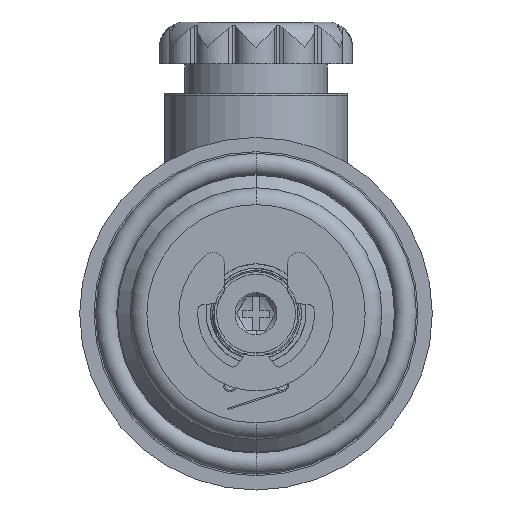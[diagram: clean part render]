
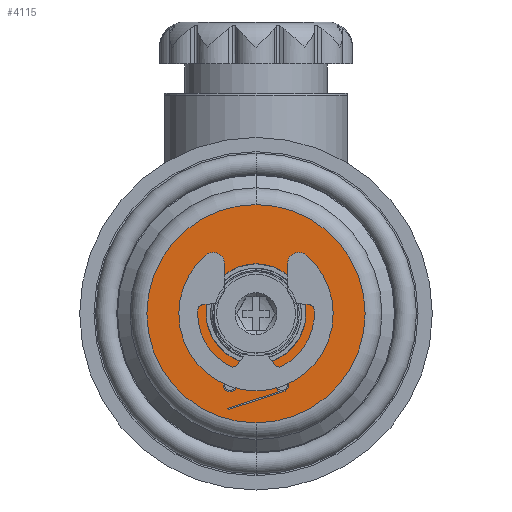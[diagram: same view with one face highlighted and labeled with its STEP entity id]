
A CAD part, front view. The second image highlights one B-rep face of the part: STEP entity #4115.
In plain terms, the highlighted planar face has unit normal (0, -1, 0).
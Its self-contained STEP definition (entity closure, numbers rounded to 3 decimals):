
#23 = EDGE_CURVE ( 'NONE', #10809, #8460, #23333, .T. ) ;
#78 = CIRCLE ( 'NONE', #5689, 0.8 ) ;
#306 = ORIENTED_EDGE ( 'NONE', *, *, #23, .F. ) ;
#507 = VECTOR ( 'NONE', #34782, 1000. ) ;
#514 = CIRCLE ( 'NONE', #11711, 0.8 ) ;
#1555 = CARTESIAN_POINT ( 'NONE',  ( -3.086, -199.4, -7.7 ) ) ;
#1849 = CARTESIAN_POINT ( 'NONE',  ( 0., -199.4, 0. ) ) ;
#2167 = FACE_BOUND ( 'NONE', #18280, .T. ) ;
#2174 = DIRECTION ( 'NONE',  ( 0., -1., 0. ) ) ;
#2494 = DIRECTION ( 'NONE',  ( -0.951, 0., -0.309 ) ) ;
#2618 = DIRECTION ( 'NONE',  ( 0., 1., 0. ) ) ;
#3366 = ORIENTED_EDGE ( 'NONE', *, *, #23305, .F. ) ;
#4115 = ADVANCED_FACE ( 'NONE', ( #29167, #25217, #2167, #39284 ), #5486, .F. ) ;
#4616 = ORIENTED_EDGE ( 'NONE', *, *, #11635, .T. ) ;
#4885 = EDGE_LOOP ( 'NONE', ( #25157, #37634 ) ) ;
#4919 = CARTESIAN_POINT ( 'NONE',  ( 3.333, -199.4, -9.261 ) ) ;
#5177 = CIRCLE ( 'NONE', #8671, 5.95 ) ;
#5243 = DIRECTION ( 'NONE',  ( 0., 0., 1. ) ) ;
#5486 = PLANE ( 'NONE',  #17975 ) ;
#5689 = AXIS2_PLACEMENT_3D ( 'NONE', #9772, #9987, #30200 ) ;
#5711 = EDGE_CURVE ( 'NONE', #20400, #35799, #5177, .T. ) ;
#7063 = EDGE_CURVE ( 'NONE', #25111, #29065, #16471, .T. ) ;
#7729 = EDGE_CURVE ( 'NONE', #18602, #28308, #78, .T. ) ;
#8460 = VERTEX_POINT ( 'NONE', #29668 ) ;
#8565 = CARTESIAN_POINT ( 'NONE',  ( -3.086, -199.4, -8.5 ) ) ;
#8671 = AXIS2_PLACEMENT_3D ( 'NONE', #24957, #38382, #18160 ) ;
#8940 = DIRECTION ( 'NONE',  ( 0., 0., 1. ) ) ;
#9146 = DIRECTION ( 'NONE',  ( 0., -1., 0. ) ) ;
#9772 = CARTESIAN_POINT ( 'NONE',  ( 3.086, -199.4, -8.5 ) ) ;
#9987 = DIRECTION ( 'NONE',  ( 0., -1., 0. ) ) ;
#10809 = VERTEX_POINT ( 'NONE', #16121 ) ;
#11635 = EDGE_CURVE ( 'NONE', #29065, #25111, #30664, .T. ) ;
#11696 = EDGE_CURVE ( 'NONE', #17447, #21610, #514, .T. ) ;
#11711 = AXIS2_PLACEMENT_3D ( 'NONE', #8565, #18919, #35374 ) ;
#12056 = DIRECTION ( 'NONE',  ( 0., -1., 0. ) ) ;
#12235 = CIRCLE ( 'NONE', #37540, 0.8 ) ;
#12941 = CARTESIAN_POINT ( 'NONE',  ( 0., -199.4, 5.95 ) ) ;
#13361 = CARTESIAN_POINT ( 'NONE',  ( -3.086, -199.4, -9.3 ) ) ;
#15243 = DIRECTION ( 'NONE',  ( 0., 1., 0. ) ) ;
#16121 = CARTESIAN_POINT ( 'NONE',  ( 2.843, -199.4, -9.262 ) ) ;
#16471 = CIRCLE ( 'NONE', #26270, 13. ) ;
#16570 = ORIENTED_EDGE ( 'NONE', *, *, #33336, .T. ) ;
#17179 = CARTESIAN_POINT ( 'NONE',  ( 0., -199.4, -5.95 ) ) ;
#17447 = VERTEX_POINT ( 'NONE', #13361 ) ;
#17880 = LINE ( 'NONE', #4919, #507 ) ;
#17975 = AXIS2_PLACEMENT_3D ( 'NONE', #22585, #2618, #5243 ) ;
#18160 = DIRECTION ( 'NONE',  ( 0., 0., 1. ) ) ;
#18280 = EDGE_LOOP ( 'NONE', ( #26693, #38351, #3366, #306, #27515 ) ) ;
#18360 = EDGE_LOOP ( 'NONE', ( #4616, #39175 ) ) ;
#18602 = VERTEX_POINT ( 'NONE', #40121 ) ;
#18793 = VECTOR ( 'NONE', #40271, 1000. ) ;
#18919 = DIRECTION ( 'NONE',  ( 0., -1., 0. ) ) ;
#19087 = CARTESIAN_POINT ( 'NONE',  ( 3.086, -199.4, -8.5 ) ) ;
#19816 = AXIS2_PLACEMENT_3D ( 'NONE', #1849, #15243, #38306 ) ;
#19868 = CARTESIAN_POINT ( 'NONE',  ( -3.371, -199.4, -11.281 ) ) ;
#20400 = VERTEX_POINT ( 'NONE', #17179 ) ;
#21610 = VERTEX_POINT ( 'NONE', #1555 ) ;
#21771 = CARTESIAN_POINT ( 'NONE',  ( 0., -199.4, 0. ) ) ;
#21948 = DIRECTION ( 'NONE',  ( 0., 0., 1. ) ) ;
#22028 = EDGE_CURVE ( 'NONE', #28308, #10809, #40992, .T. ) ;
#22129 = CARTESIAN_POINT ( 'NONE',  ( 0., -199.4, 0. ) ) ;
#22585 = CARTESIAN_POINT ( 'NONE',  ( 5.95, -199.4, 0. ) ) ;
#22843 = CARTESIAN_POINT ( 'NONE',  ( 0., -199.4, -13. ) ) ;
#23025 = VERTEX_POINT ( 'NONE', #29326 ) ;
#23268 = ORIENTED_EDGE ( 'NONE', *, *, #5711, .T. ) ;
#23305 = EDGE_CURVE ( 'NONE', #8460, #23025, #33678, .T. ) ;
#23333 = LINE ( 'NONE', #25786, #41400 ) ;
#23477 = AXIS2_PLACEMENT_3D ( 'NONE', #19087, #2174, #21948 ) ;
#24531 = EDGE_CURVE ( 'NONE', #21610, #17447, #12235, .T. ) ;
#24957 = CARTESIAN_POINT ( 'NONE',  ( 0., -199.4, 0. ) ) ;
#25111 = VERTEX_POINT ( 'NONE', #22843 ) ;
#25157 = ORIENTED_EDGE ( 'NONE', *, *, #24531, .F. ) ;
#25217 = FACE_BOUND ( 'NONE', #32638, .T. ) ;
#25786 = CARTESIAN_POINT ( 'NONE',  ( 2.843, -199.4, -9.262 ) ) ;
#26270 = AXIS2_PLACEMENT_3D ( 'NONE', #22129, #9146, #8940 ) ;
#26693 = ORIENTED_EDGE ( 'NONE', *, *, #7729, .F. ) ;
#26767 = EDGE_CURVE ( 'NONE', #23025, #18602, #17880, .T. ) ;
#27503 = CIRCLE ( 'NONE', #19816, 5.95 ) ;
#27515 = ORIENTED_EDGE ( 'NONE', *, *, #22028, .F. ) ;
#28308 = VERTEX_POINT ( 'NONE', #35256 ) ;
#29065 = VERTEX_POINT ( 'NONE', #40664 ) ;
#29167 = FACE_OUTER_BOUND ( 'NONE', #18360, .T. ) ;
#29203 = CARTESIAN_POINT ( 'NONE',  ( -3.086, -199.4, -8.5 ) ) ;
#29326 = CARTESIAN_POINT ( 'NONE',  ( -3.324, -199.4, -11.424 ) ) ;
#29668 = CARTESIAN_POINT ( 'NONE',  ( -3.371, -199.4, -11.281 ) ) ;
#30200 = DIRECTION ( 'NONE',  ( 0., 0., 1. ) ) ;
#30664 = CIRCLE ( 'NONE', #38385, 13. ) ;
#31632 = DIRECTION ( 'NONE',  ( 0., -1., 0. ) ) ;
#32638 = EDGE_LOOP ( 'NONE', ( #16570, #23268 ) ) ;
#33336 = EDGE_CURVE ( 'NONE', #35799, #20400, #27503, .T. ) ;
#33678 = LINE ( 'NONE', #19868, #18793 ) ;
#34782 = DIRECTION ( 'NONE',  ( 0.951, 0., 0.309 ) ) ;
#35256 = CARTESIAN_POINT ( 'NONE',  ( 3.086, -199.4, -7.7 ) ) ;
#35374 = DIRECTION ( 'NONE',  ( 0., 0., 1. ) ) ;
#35799 = VERTEX_POINT ( 'NONE', #12941 ) ;
#37540 = AXIS2_PLACEMENT_3D ( 'NONE', #29203, #12056, #39117 ) ;
#37634 = ORIENTED_EDGE ( 'NONE', *, *, #11696, .F. ) ;
#38306 = DIRECTION ( 'NONE',  ( 0., 0., 1. ) ) ;
#38351 = ORIENTED_EDGE ( 'NONE', *, *, #26767, .F. ) ;
#38382 = DIRECTION ( 'NONE',  ( 0., 1., 0. ) ) ;
#38385 = AXIS2_PLACEMENT_3D ( 'NONE', #21771, #31632, #38471 ) ;
#38471 = DIRECTION ( 'NONE',  ( 0., 0., 1. ) ) ;
#39117 = DIRECTION ( 'NONE',  ( 0., 0., 1. ) ) ;
#39175 = ORIENTED_EDGE ( 'NONE', *, *, #7063, .T. ) ;
#39284 = FACE_BOUND ( 'NONE', #4885, .T. ) ;
#40121 = CARTESIAN_POINT ( 'NONE',  ( 3.333, -199.4, -9.261 ) ) ;
#40271 = DIRECTION ( 'NONE',  ( 0.309, 0., -0.951 ) ) ;
#40664 = CARTESIAN_POINT ( 'NONE',  ( 0., -199.4, 13. ) ) ;
#40992 = CIRCLE ( 'NONE', #23477, 0.8 ) ;
#41400 = VECTOR ( 'NONE', #2494, 1000. ) ;
